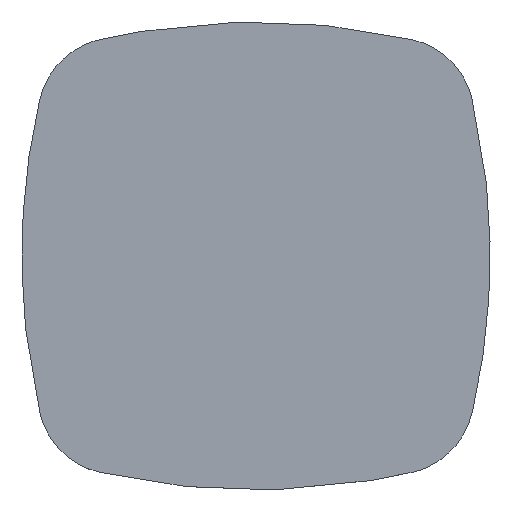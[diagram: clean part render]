
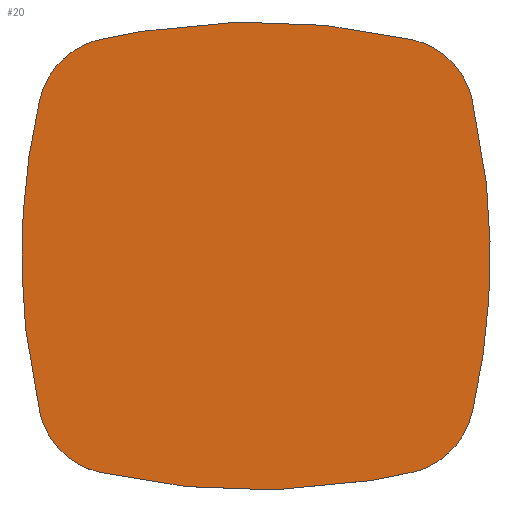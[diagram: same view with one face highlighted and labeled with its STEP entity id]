
A CAD part, top view. The second image highlights one B-rep face of the part: STEP entity #20.
In plain terms, the highlighted planar face has unit normal (0, 0, 1).
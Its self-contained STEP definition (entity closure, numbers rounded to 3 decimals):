
#20=ADVANCED_FACE($,(#30),#131,.T.);
#30=FACE_OUTER_BOUND($,#40,.T.);
#40=EDGE_LOOP($,(#56,#57));
#56=ORIENTED_EDGE($,*,*,#92,.T.);
#57=ORIENTED_EDGE($,*,*,#95,.T.);
#92=EDGE_CURVE($,#111,#113,#137,.T.);
#95=EDGE_CURVE($,#113,#111,#139,.T.);
#111=VERTEX_POINT($,#335);
#113=VERTEX_POINT($,#337);
#131=PLANE($,#243);
#137=(
BOUNDED_CURVE()
B_SPLINE_CURVE(2,(#267,#268,#269,#270,#271,#272,#273,#274,#275),.UNSPECIFIED.,
.F.,.F.)
B_SPLINE_CURVE_WITH_KNOTS((3,2,2,2,3),(0.,337.439,432.197,
769.636,864.393),.UNSPECIFIED.)
CURVE()
GEOMETRIC_REPRESENTATION_ITEM()
RATIONAL_B_SPLINE_CURVE((1.,0.974,1.,0.849,1.,0.974,
1.,0.849,1.))
REPRESENTATION_ITEM($)
);
#139=(
BOUNDED_CURVE()
B_SPLINE_CURVE(2,(#287,#288,#289,#290,#291,#292,#293,#294,#295),.UNSPECIFIED.,
.F.,.F.)
B_SPLINE_CURVE_WITH_KNOTS((3,2,2,2,3),(864.393,1201.832,
1296.59,1634.029,1728.787),.UNSPECIFIED.)
CURVE()
GEOMETRIC_REPRESENTATION_ITEM()
RATIONAL_B_SPLINE_CURVE((1.,0.974,1.,0.849,1.,0.974,
1.,0.849,1.))
REPRESENTATION_ITEM($)
);
#243=AXIS2_PLACEMENT_3D($,#315,#250,$);
#250=DIRECTION($,(0.,0.,1.));
#267=CARTESIAN_POINT($,(521.225,772.588,497.));
#268=CARTESIAN_POINT($,(353.964,811.398,497.));
#269=CARTESIAN_POINT($,(186.703,772.588,497.));
#270=CARTESIAN_POINT($,(135.091,760.612,497.));
#271=CARTESIAN_POINT($,(123.115,709.,497.));
#272=CARTESIAN_POINT($,(84.304,541.738,497.));
#273=CARTESIAN_POINT($,(123.115,374.477,497.));
#274=CARTESIAN_POINT($,(135.091,322.865,497.));
#275=CARTESIAN_POINT($,(186.703,310.889,497.));
#287=CARTESIAN_POINT($,(186.703,310.889,497.));
#288=CARTESIAN_POINT($,(353.964,272.079,497.));
#289=CARTESIAN_POINT($,(521.225,310.889,497.));
#290=CARTESIAN_POINT($,(572.837,322.865,497.));
#291=CARTESIAN_POINT($,(584.813,374.477,497.));
#292=CARTESIAN_POINT($,(623.624,541.738,497.));
#293=CARTESIAN_POINT($,(584.813,709.,497.));
#294=CARTESIAN_POINT($,(572.837,760.612,497.));
#295=CARTESIAN_POINT($,(521.225,772.588,497.));
#315=CARTESIAN_POINT($,(98.964,286.738,497.));
#335=CARTESIAN_POINT($,(521.225,772.588,497.));
#337=CARTESIAN_POINT($,(186.703,310.889,497.));
